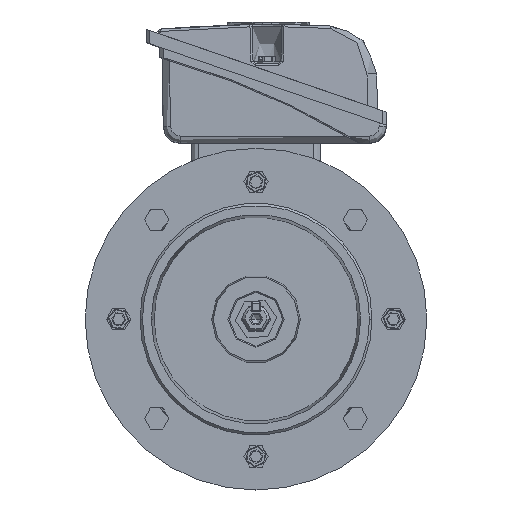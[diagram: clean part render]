
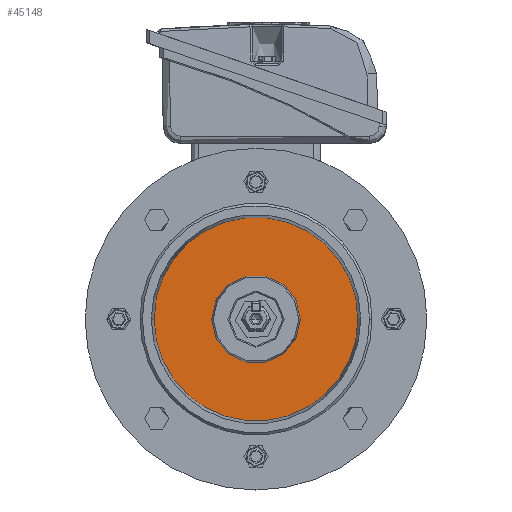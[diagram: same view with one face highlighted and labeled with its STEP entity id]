
A CAD part, top view. The second image highlights one B-rep face of the part: STEP entity #45148.
In plain terms, the highlighted face is planar.
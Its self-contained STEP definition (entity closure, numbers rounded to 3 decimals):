
#1102 = DIRECTION ( 'NONE',  ( 0., 0., 1. ) ) ;
#2876 = FACE_BOUND ( 'NONE', #22954, .T. ) ;
#5698 = DIRECTION ( 'NONE',  ( 0., 0., 1. ) ) ;
#8059 = DIRECTION ( 'NONE',  ( 0., 0., 1. ) ) ;
#9076 = DIRECTION ( 'NONE',  ( 1., 0., 0. ) ) ;
#9156 = ORIENTED_EDGE ( 'NONE', *, *, #44024, .F. ) ;
#9260 = DIRECTION ( 'NONE',  ( 0., 0., 1. ) ) ;
#9366 = CIRCLE ( 'NONE', #25557, 41.735 ) ;
#11480 = CARTESIAN_POINT ( 'NONE',  ( -18.117, 0., -3.501 ) ) ;
#12511 = PLANE ( 'NONE',  #14165 ) ;
#12573 = CARTESIAN_POINT ( 'NONE',  ( 18.117, 0., -3.501 ) ) ;
#13023 = EDGE_CURVE ( 'NONE', #42002, #34483, #9366, .T. ) ;
#13142 = CARTESIAN_POINT ( 'NONE',  ( 41.735, 0., -3.501 ) ) ;
#13197 = CARTESIAN_POINT ( 'NONE',  ( 0., 0., -3.501 ) ) ;
#13199 = AXIS2_PLACEMENT_3D ( 'NONE', #21652, #9260, #9076 ) ;
#13390 = ORIENTED_EDGE ( 'NONE', *, *, #13023, .F. ) ;
#14165 = AXIS2_PLACEMENT_3D ( 'NONE', #48892, #8059, #44800 ) ;
#14991 = EDGE_CURVE ( 'NONE', #18524, #44680, #18691, .T. ) ;
#16941 = CIRCLE ( 'NONE', #41096, 41.735 ) ;
#18524 = VERTEX_POINT ( 'NONE', #11480 ) ;
#18691 = CIRCLE ( 'NONE', #48068, 18.117 ) ;
#20042 = DIRECTION ( 'NONE',  ( 0., 0., 1. ) ) ;
#21652 = CARTESIAN_POINT ( 'NONE',  ( 0., 0., -3.501 ) ) ;
#22954 = EDGE_LOOP ( 'NONE', ( #34071, #33187 ) ) ;
#23138 = EDGE_CURVE ( 'NONE', #44680, #18524, #36163, .T. ) ;
#25303 = DIRECTION ( 'NONE',  ( 1., 0., 0. ) ) ;
#25557 = AXIS2_PLACEMENT_3D ( 'NONE', #13197, #1102, #25830 ) ;
#25830 = DIRECTION ( 'NONE',  ( 1., 0., 0. ) ) ;
#28085 = DIRECTION ( 'NONE',  ( 1., 0., 0. ) ) ;
#30042 = CARTESIAN_POINT ( 'NONE',  ( 0., 0., -3.501 ) ) ;
#33187 = ORIENTED_EDGE ( 'NONE', *, *, #14991, .T. ) ;
#34071 = ORIENTED_EDGE ( 'NONE', *, *, #23138, .T. ) ;
#34483 = VERTEX_POINT ( 'NONE', #13142 ) ;
#36013 = CARTESIAN_POINT ( 'NONE',  ( 0., 0., -3.501 ) ) ;
#36163 = CIRCLE ( 'NONE', #13199, 18.117 ) ;
#39022 = CARTESIAN_POINT ( 'NONE',  ( -41.735, 0., -3.501 ) ) ;
#41096 = AXIS2_PLACEMENT_3D ( 'NONE', #36013, #20042, #28085 ) ;
#42002 = VERTEX_POINT ( 'NONE', #39022 ) ;
#44024 = EDGE_CURVE ( 'NONE', #34483, #42002, #16941, .T. ) ;
#44680 = VERTEX_POINT ( 'NONE', #12573 ) ;
#44800 = DIRECTION ( 'NONE',  ( 1., 0., 0. ) ) ;
#45148 = ADVANCED_FACE ( 'NONE', ( #49689, #2876 ), #12511, .F. ) ;
#45841 = EDGE_LOOP ( 'NONE', ( #13390, #9156 ) ) ;
#48068 = AXIS2_PLACEMENT_3D ( 'NONE', #30042, #5698, #25303 ) ;
#48892 = CARTESIAN_POINT ( 'NONE',  ( 0., 18.117, -3.501 ) ) ;
#49689 = FACE_OUTER_BOUND ( 'NONE', #45841, .T. ) ;
